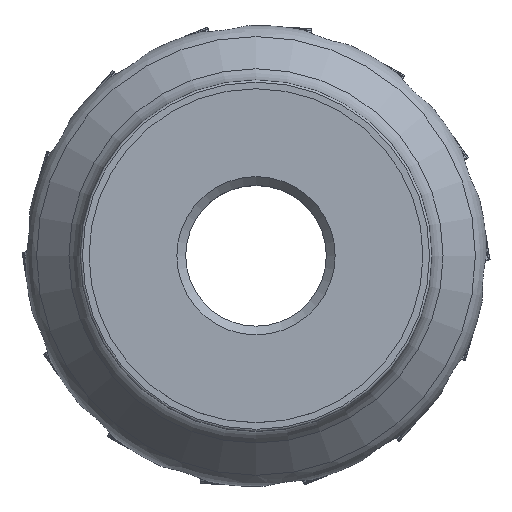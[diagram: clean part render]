
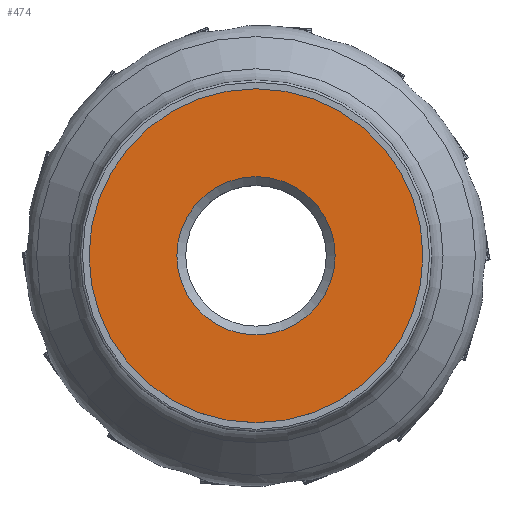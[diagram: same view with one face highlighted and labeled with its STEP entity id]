
A CAD part, top view. The second image highlights one B-rep face of the part: STEP entity #474.
In plain terms, the highlighted planar face has unit normal (0, 0, 1).
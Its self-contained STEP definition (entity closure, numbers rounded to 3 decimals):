
#282=FACE_BOUND('',#1138,.T.);
#283=FACE_BOUND('',#1139,.T.);
#474=ADVANCED_FACE('CLONE_TP_FACE',(#282,#283),#678,.T.);
#678=PLANE('',#5711);
#1138=EDGE_LOOP('',(#2726));
#1139=EDGE_LOOP('',(#2727));
#1447=CIRCLE('',#5696,38.);
#1448=CIRCLE('',#5698,18.006);
#2726=ORIENTED_EDGE('',*,*,#4621,.F.);
#2727=ORIENTED_EDGE('',*,*,#4622,.F.);
#3991=VERTEX_POINT('',#8885);
#3992=VERTEX_POINT('',#8888);
#4621=EDGE_CURVE('',#3991,#3991,#1447,.T.);
#4622=EDGE_CURVE('',#3992,#3992,#1448,.T.);
#5696=AXIS2_PLACEMENT_3D('',#8884,#6599,#6600);
#5698=AXIS2_PLACEMENT_3D('',#8887,#6603,#6604);
#5711=AXIS2_PLACEMENT_3D('',#8907,#6629,#6630);
#6599=DIRECTION('',(0.,0.,-1.));
#6600=DIRECTION('',(1.,0.,0.));
#6603=DIRECTION('',(0.,0.,1.));
#6604=DIRECTION('',(1.,0.,0.));
#6629=DIRECTION('',(0.,0.,1.));
#6630=DIRECTION('',(1.,0.,0.));
#8884=CARTESIAN_POINT('',(0.,0.,0.));
#8885=CARTESIAN_POINT('',(38.,0.,0.));
#8887=CARTESIAN_POINT('',(0.,0.,0.));
#8888=CARTESIAN_POINT('',(18.006,0.,0.));
#8907=CARTESIAN_POINT('',(0.,-16.006,0.));
